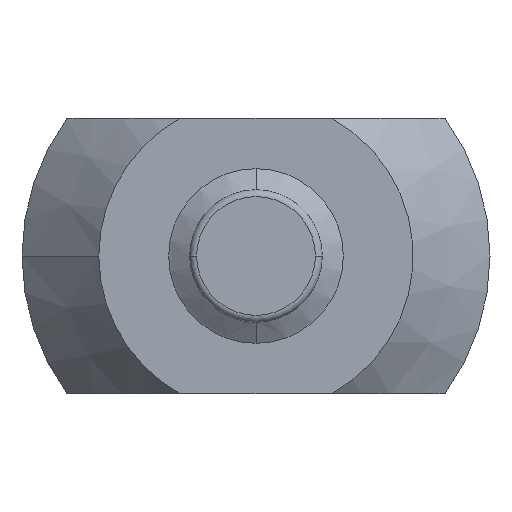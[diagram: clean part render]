
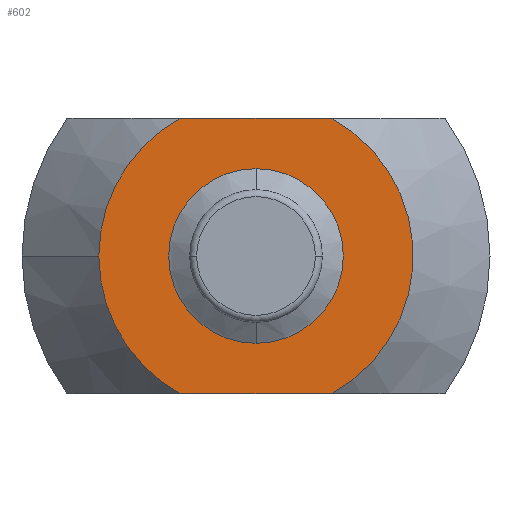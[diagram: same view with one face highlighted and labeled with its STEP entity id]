
A CAD part, front view. The second image highlights one B-rep face of the part: STEP entity #602.
In plain terms, the highlighted planar face has unit normal (0, -1, 0).
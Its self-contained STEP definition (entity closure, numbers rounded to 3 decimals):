
#49 = AXIS2_PLACEMENT_3D ( 'NONE', #673, #1411, #526 ) ;
#86 = DIRECTION ( 'NONE',  ( 0., 0., 1. ) ) ;
#133 = EDGE_CURVE ( 'NONE', #832, #683, #1141, .T. ) ;
#175 = CARTESIAN_POINT ( 'NONE',  ( -0.862, -5.361, 0. ) ) ;
#203 = LINE ( 'NONE', #1158, #628 ) ;
#224 = CARTESIAN_POINT ( 'NONE',  ( -0.862, -5.361, 2.5 ) ) ;
#227 = AXIS2_PLACEMENT_3D ( 'NONE', #727, #1607, #86 ) ;
#230 = CARTESIAN_POINT ( 'NONE',  ( -0.862, -5.361, 0. ) ) ;
#247 = DIRECTION ( 'NONE',  ( -1., 0., 0. ) ) ;
#276 = CARTESIAN_POINT ( 'NONE',  ( -0.862, -5.361, 0. ) ) ;
#412 = EDGE_CURVE ( 'NONE', #1612, #832, #674, .T. ) ;
#437 = DIRECTION ( 'NONE',  ( 0., -1., 0. ) ) ;
#449 = ORIENTED_EDGE ( 'NONE', *, *, #1429, .T. ) ;
#477 = CARTESIAN_POINT ( 'NONE',  ( -5.362, -5.361, -3.95 ) ) ;
#482 = DIRECTION ( 'NONE',  ( -1., 0., 0. ) ) ;
#526 = DIRECTION ( 'NONE',  ( 0., 0., -1. ) ) ;
#552 = FACE_BOUND ( 'NONE', #1348, .T. ) ;
#582 = AXIS2_PLACEMENT_3D ( 'NONE', #651, #1040, #1538 ) ;
#600 = ORIENTED_EDGE ( 'NONE', *, *, #958, .T. ) ;
#602 = ADVANCED_FACE ( 'NONE', ( #552, #1498 ), #1039, .T. ) ;
#628 = VECTOR ( 'NONE', #247, 1000. ) ;
#635 = EDGE_CURVE ( 'NONE', #1122, #1439, #876, .T. ) ;
#651 = CARTESIAN_POINT ( 'NONE',  ( -0.862, -5.361, 0. ) ) ;
#673 = CARTESIAN_POINT ( 'NONE',  ( -5.362, -5.361, 0. ) ) ;
#674 = LINE ( 'NONE', #477, #1448 ) ;
#680 = ORIENTED_EDGE ( 'NONE', *, *, #635, .T. ) ;
#683 = VERTEX_POINT ( 'NONE', #1315 ) ;
#691 = AXIS2_PLACEMENT_3D ( 'NONE', #230, #736, #482 ) ;
#727 = CARTESIAN_POINT ( 'NONE',  ( -0.862, -5.361, 0. ) ) ;
#736 = DIRECTION ( 'NONE',  ( 0., -1., 0. ) ) ;
#779 = ORIENTED_EDGE ( 'NONE', *, *, #133, .T. ) ;
#832 = VERTEX_POINT ( 'NONE', #854 ) ;
#843 = DIRECTION ( 'NONE',  ( -1., 0., 0. ) ) ;
#844 = VERTEX_POINT ( 'NONE', #1466 ) ;
#849 = EDGE_CURVE ( 'NONE', #1439, #1122, #1013, .T. ) ;
#854 = CARTESIAN_POINT ( 'NONE',  ( 1.293, -5.361, -3.95 ) ) ;
#876 = CIRCLE ( 'NONE', #1455, 2.5 ) ;
#920 = CIRCLE ( 'NONE', #953, 4.5 ) ;
#953 = AXIS2_PLACEMENT_3D ( 'NONE', #175, #437, #843 ) ;
#958 = EDGE_CURVE ( 'NONE', #683, #844, #203, .T. ) ;
#990 = ORIENTED_EDGE ( 'NONE', *, *, #849, .T. ) ;
#1013 = CIRCLE ( 'NONE', #227, 2.5 ) ;
#1034 = CARTESIAN_POINT ( 'NONE',  ( -3.018, -5.361, -3.95 ) ) ;
#1039 = PLANE ( 'NONE',  #49 ) ;
#1040 = DIRECTION ( 'NONE',  ( 0., -1., 0. ) ) ;
#1042 = EDGE_LOOP ( 'NONE', ( #779, #600, #1090, #449, #1422 ) ) ;
#1065 = DIRECTION ( 'NONE',  ( 0., 1., 0. ) ) ;
#1069 = CARTESIAN_POINT ( 'NONE',  ( -0.862, -5.361, -2.5 ) ) ;
#1090 = ORIENTED_EDGE ( 'NONE', *, *, #1214, .T. ) ;
#1122 = VERTEX_POINT ( 'NONE', #1069 ) ;
#1141 = CIRCLE ( 'NONE', #582, 4.5 ) ;
#1158 = CARTESIAN_POINT ( 'NONE',  ( -5.362, -5.361, 3.95 ) ) ;
#1176 = DIRECTION ( 'NONE',  ( 0., 0., 1. ) ) ;
#1214 = EDGE_CURVE ( 'NONE', #844, #1286, #920, .T. ) ;
#1286 = VERTEX_POINT ( 'NONE', #1583 ) ;
#1315 = CARTESIAN_POINT ( 'NONE',  ( 1.293, -5.361, 3.95 ) ) ;
#1348 = EDGE_LOOP ( 'NONE', ( #990, #680 ) ) ;
#1365 = DIRECTION ( 'NONE',  ( 1., 0., 0. ) ) ;
#1411 = DIRECTION ( 'NONE',  ( 0., -1., 0. ) ) ;
#1422 = ORIENTED_EDGE ( 'NONE', *, *, #412, .T. ) ;
#1429 = EDGE_CURVE ( 'NONE', #1286, #1612, #1637, .T. ) ;
#1439 = VERTEX_POINT ( 'NONE', #224 ) ;
#1448 = VECTOR ( 'NONE', #1365, 1000. ) ;
#1455 = AXIS2_PLACEMENT_3D ( 'NONE', #276, #1065, #1176 ) ;
#1466 = CARTESIAN_POINT ( 'NONE',  ( -3.018, -5.361, 3.95 ) ) ;
#1498 = FACE_OUTER_BOUND ( 'NONE', #1042, .T. ) ;
#1538 = DIRECTION ( 'NONE',  ( -1., 0., 0. ) ) ;
#1583 = CARTESIAN_POINT ( 'NONE',  ( -5.362, -5.361, 0. ) ) ;
#1607 = DIRECTION ( 'NONE',  ( 0., 1., 0. ) ) ;
#1612 = VERTEX_POINT ( 'NONE', #1034 ) ;
#1637 = CIRCLE ( 'NONE', #691, 4.5 ) ;
